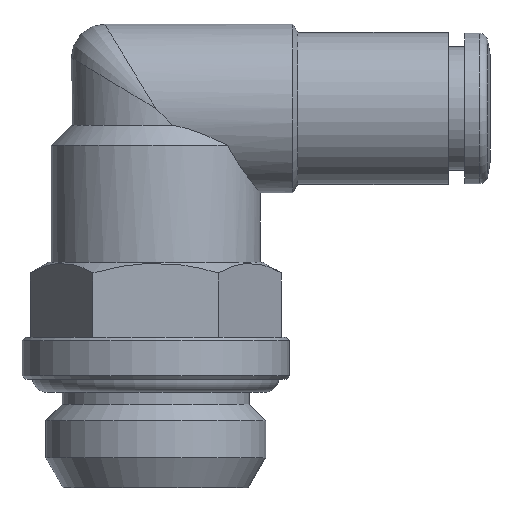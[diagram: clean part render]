
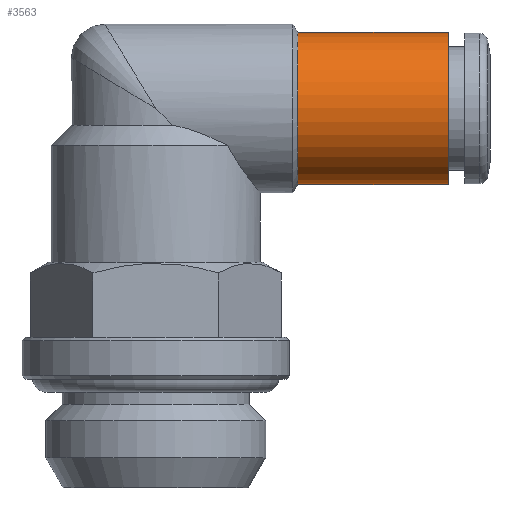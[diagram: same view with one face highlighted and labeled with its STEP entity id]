
A CAD part, front view. The second image highlights one B-rep face of the part: STEP entity #3563.
In plain terms, the highlighted cylindrical face has radius 4.55 mm (diameter 9.1 mm), a full revolution.
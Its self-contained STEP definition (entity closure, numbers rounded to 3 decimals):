
#717=ORIENTED_EDGE('',*,*,#948,.T.);
#718=ORIENTED_EDGE('',*,*,#947,.F.);
#792=CIRCLE('',#3480,4.55);
#793=CIRCLE('',#3482,4.55);
#867=VERTEX_POINT('',#3092);
#868=VERTEX_POINT('',#3095);
#947=EDGE_CURVE('',#867,#867,#792,.T.);
#948=EDGE_CURVE('',#868,#868,#793,.T.);
#1059=EDGE_LOOP('',(#717));
#1060=EDGE_LOOP('',(#718));
#1183=FACE_BOUND('',#1059,.T.);
#1184=FACE_BOUND('',#1060,.T.);
#1222=CYLINDRICAL_SURFACE('',#3481,4.55);
#1849=DIRECTION('',(-1.,0.,0.));
#1850=DIRECTION('',(0.,4.55,0.));
#1851=DIRECTION('',(-1.,0.,0.));
#1852=DIRECTION('',(0.,1.,0.));
#1853=DIRECTION('',(-1.,0.,0.));
#1854=DIRECTION('',(0.,4.55,0.));
#3092=CARTESIAN_POINT('',(16.248,16.629,0.));
#3093=CARTESIAN_POINT('',(16.248,12.079,0.));
#3094=CARTESIAN_POINT('',(25.248,12.079,0.));
#3095=CARTESIAN_POINT('',(25.248,16.629,0.));
#3096=CARTESIAN_POINT('',(25.248,12.079,0.));
#3480=AXIS2_PLACEMENT_3D('',#3093,#1849,#1850);
#3481=AXIS2_PLACEMENT_3D('',#3094,#1851,#1852);
#3482=AXIS2_PLACEMENT_3D('',#3096,#1853,#1854);
#3563=ADVANCED_FACE('',(#1183,#1184),#1222,.T.);
